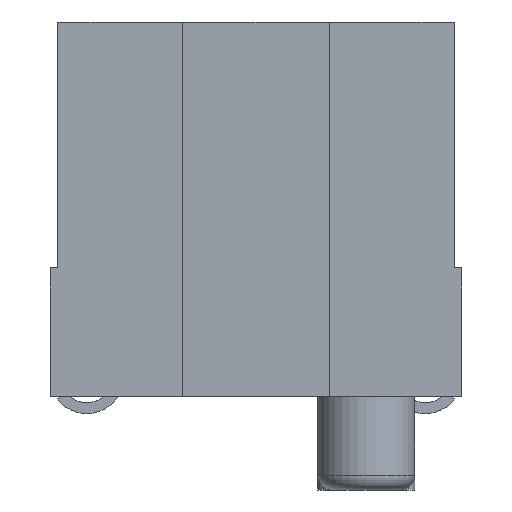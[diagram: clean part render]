
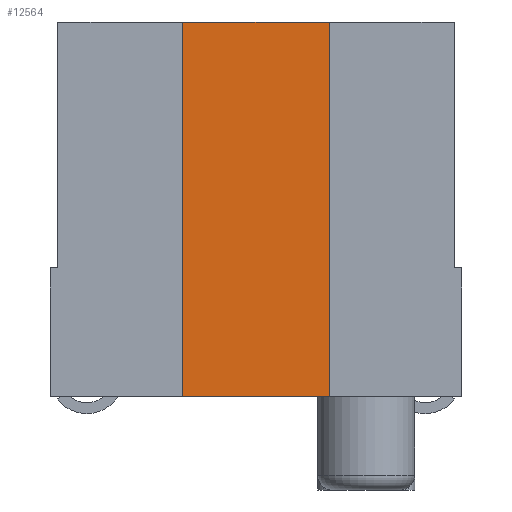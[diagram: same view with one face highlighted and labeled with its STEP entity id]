
A CAD part, left-side view. The second image highlights one B-rep face of the part: STEP entity #12564.
In plain terms, the highlighted planar face has unit normal (-1, 0, 0).
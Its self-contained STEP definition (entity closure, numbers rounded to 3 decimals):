
#600=FACE_OUTER_BOUND('',#1270,.T.);
#1270=EDGE_LOOP('',(#9768,#9769,#9770,#9771));
#2178=LINE('',#18516,#3850);
#2492=LINE('',#19142,#4164);
#2529=LINE('',#19237,#4201);
#2530=LINE('',#19239,#4202);
#3850=VECTOR('',#15144,2.);
#4164=VECTOR('',#15466,2.);
#4201=VECTOR('',#15569,5.1);
#4202=VECTOR('',#15572,5.1);
#5453=VERTEX_POINT('',#18513);
#5454=VERTEX_POINT('',#18515);
#5761=VERTEX_POINT('',#19139);
#5762=VERTEX_POINT('',#19141);
#6883=EDGE_CURVE('',#5454,#5453,#2178,.T.);
#7197=EDGE_CURVE('',#5761,#5762,#2492,.T.);
#7245=EDGE_CURVE('',#5454,#5761,#2529,.T.);
#7246=EDGE_CURVE('',#5453,#5762,#2530,.T.);
#9768=ORIENTED_EDGE('',*,*,#7197,.F.);
#9769=ORIENTED_EDGE('',*,*,#7245,.F.);
#9770=ORIENTED_EDGE('',*,*,#6883,.T.);
#9771=ORIENTED_EDGE('',*,*,#7246,.T.);
#11899=PLANE('',#13410);
#12564=ADVANCED_FACE('',(#600),#11899,.T.);
#13410=AXIS2_PLACEMENT_3D('',#19240,#15573,#15574);
#15144=DIRECTION('',(0.,1.,0.));
#15466=DIRECTION('',(0.,1.,0.));
#15569=DIRECTION('',(0.,0.,-1.));
#15572=DIRECTION('',(0.,0.,-1.));
#15573=DIRECTION('center_axis',(-1.,0.,0.));
#15574=DIRECTION('ref_axis',(0.,-1.,0.));
#18513=CARTESIAN_POINT('',(-16.9,1.,5.335));
#18515=CARTESIAN_POINT('',(-16.9,-1.,5.335));
#18516=CARTESIAN_POINT('',(-16.9,-1.,5.335));
#19139=CARTESIAN_POINT('',(-16.9,-1.,0.235));
#19141=CARTESIAN_POINT('',(-16.9,1.,0.235));
#19142=CARTESIAN_POINT('',(-16.9,-1.,0.235));
#19237=CARTESIAN_POINT('',(-16.9,-1.,5.335));
#19239=CARTESIAN_POINT('',(-16.9,1.,5.335));
#19240=CARTESIAN_POINT('Origin',(-16.9,-1.,5.335));
